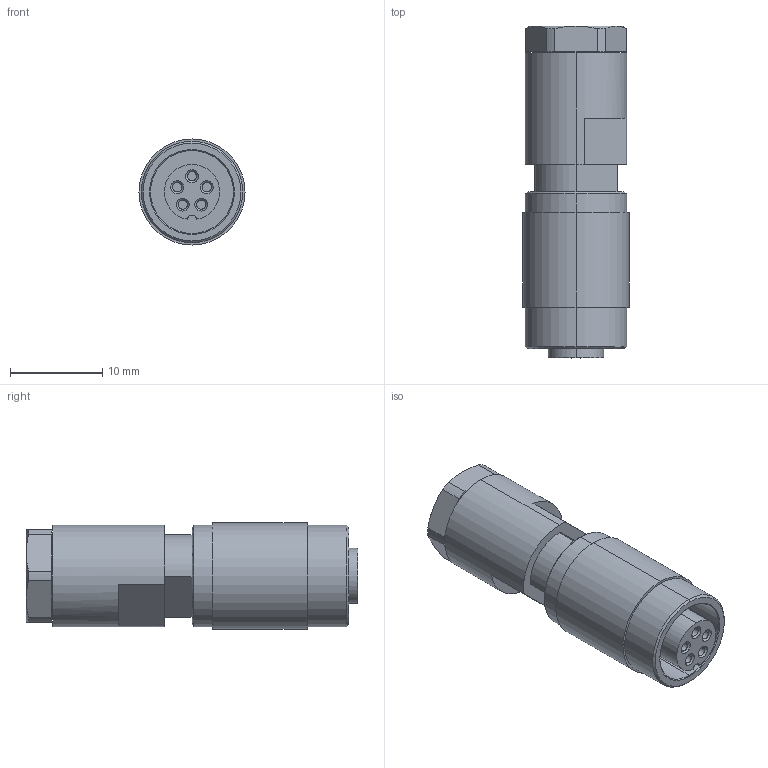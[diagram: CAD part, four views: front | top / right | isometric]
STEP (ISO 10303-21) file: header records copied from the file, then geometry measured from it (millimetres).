
FILE_DESCRIPTION((''),'2;1');
FILE_NAME('V35-G','2008-02-08T',('mabamberg'),(''),'PRO/ENGINEER BY PARAMETRIC TECHNOLOGY CORPORATION, 2006300','PRO/ENGINEER BY PARAMETRIC TECHNOLOGY CORPORATION, 2006300','');
FILE_SCHEMA(('CONFIG_CONTROL_DESIGN'));
Length unit declared in the file: millimetre
Products named in the file (1): 99-0414-00-05
Bounding box: 11.5 x 36 x 11.5 mm (x, y, z)
Volume: 2924.8 mm3; surface area: 1946 mm2
Topology: 1 solids, 1 shells, 89 faces, 195 edges, 122 vertices
Faces by surface type: cylinder 37, plane 28, cone 22, torus 2
Entity records: 3156 total; most frequent: DIRECTION 465, CARTESIAN_POINT 460, ORIENTED_EDGE 390, PRESENTATION_STYLE_ASSIGNMENT 196, STYLED_ITEM 196, CURVE_STYLE 195, EDGE_CURVE 195, AXIS2_PLACEMENT_3D 193
